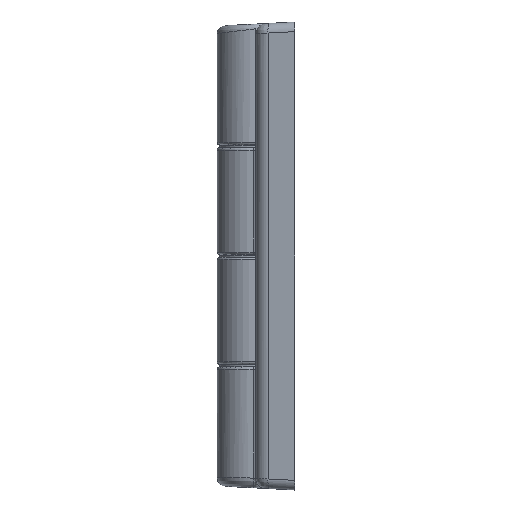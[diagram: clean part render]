
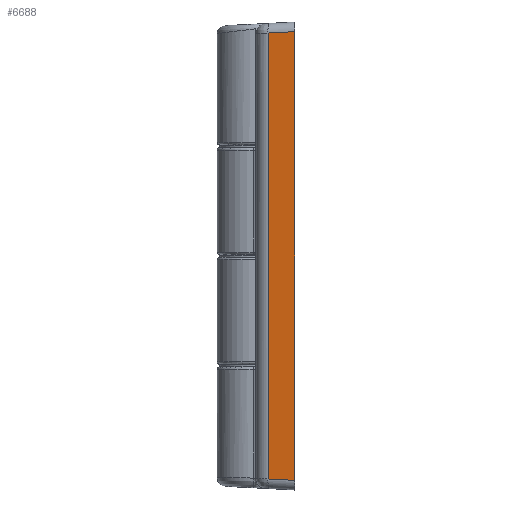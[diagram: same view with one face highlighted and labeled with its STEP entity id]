
A CAD part, left-side view. The second image highlights one B-rep face of the part: STEP entity #6688.
In plain terms, the highlighted face is planar.
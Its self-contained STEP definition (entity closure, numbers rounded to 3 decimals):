
#254 = CARTESIAN_POINT ( 'NONE',  ( 29., -8., 47.8 ) ) ;
#276 = EDGE_CURVE ( 'NONE', #1828, #2320, #5430, .T. ) ;
#302 = DIRECTION ( 'NONE',  ( 0., 0., -1. ) ) ;
#483 = LINE ( 'NONE', #3849, #6583 ) ;
#826 = CARTESIAN_POINT ( 'NONE',  ( 28.159, -3.233, -45.985 ) ) ;
#951 = EDGE_CURVE ( 'NONE', #2128, #1828, #6374, .T. ) ;
#988 = DIRECTION ( 'NONE',  ( 0.174, -0.985, 0. ) ) ;
#1828 = VERTEX_POINT ( 'NONE', #4897 ) ;
#2114 = EDGE_CURVE ( 'NONE', #8617, #2128, #7070, .T. ) ;
#2128 = VERTEX_POINT ( 'NONE', #8371 ) ;
#2320 = VERTEX_POINT ( 'NONE', #4921 ) ;
#2634 = FACE_OUTER_BOUND ( 'NONE', #6175, .T. ) ;
#3177 = VECTOR ( 'NONE', #3178, 1000. ) ;
#3178 = DIRECTION ( 'NONE',  ( 0.173, -0.983, 0.052 ) ) ;
#3303 = ORIENTED_EDGE ( 'NONE', *, *, #276, .T. ) ;
#3720 = VECTOR ( 'NONE', #5974, 1000. ) ;
#3849 = CARTESIAN_POINT ( 'NONE',  ( 28.027, -2.479, 47.8 ) ) ;
#3906 = CARTESIAN_POINT ( 'NONE',  ( 29.018, -8.101, 46.24 ) ) ;
#3961 = EDGE_CURVE ( 'NONE', #2320, #8617, #483, .T. ) ;
#3990 = ORIENTED_EDGE ( 'NONE', *, *, #951, .T. ) ;
#4651 = PLANE ( 'NONE',  #7012 ) ;
#4897 = CARTESIAN_POINT ( 'NONE',  ( 29., -8., -46.235 ) ) ;
#4921 = CARTESIAN_POINT ( 'NONE',  ( 28.027, -2.479, -45.945 ) ) ;
#5394 = DIRECTION ( 'NONE',  ( -0.985, -0.174, 0. ) ) ;
#5430 = LINE ( 'NONE', #826, #3720 ) ;
#5443 = CARTESIAN_POINT ( 'NONE',  ( 29., -8., 47.8 ) ) ;
#5462 = ORIENTED_EDGE ( 'NONE', *, *, #2114, .T. ) ;
#5974 = DIRECTION ( 'NONE',  ( -0.173, 0.983, 0.052 ) ) ;
#6152 = VECTOR ( 'NONE', #302, 1000. ) ;
#6175 = EDGE_LOOP ( 'NONE', ( #6997, #5462, #3990, #3303 ) ) ;
#6374 = LINE ( 'NONE', #5443, #6152 ) ;
#6583 = VECTOR ( 'NONE', #8278, 1000. ) ;
#6688 = ADVANCED_FACE ( 'NONE', ( #2634 ), #4651, .F. ) ;
#6960 = CARTESIAN_POINT ( 'NONE',  ( 28.027, -2.479, 45.945 ) ) ;
#6997 = ORIENTED_EDGE ( 'NONE', *, *, #3961, .T. ) ;
#7012 = AXIS2_PLACEMENT_3D ( 'NONE', #254, #5394, #988 ) ;
#7070 = LINE ( 'NONE', #3906, #3177 ) ;
#8278 = DIRECTION ( 'NONE',  ( 0., 0., 1. ) ) ;
#8371 = CARTESIAN_POINT ( 'NONE',  ( 29., -8., 46.235 ) ) ;
#8617 = VERTEX_POINT ( 'NONE', #6960 ) ;
